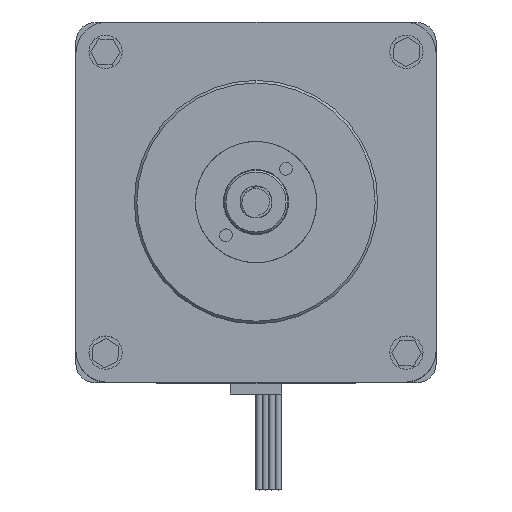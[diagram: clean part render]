
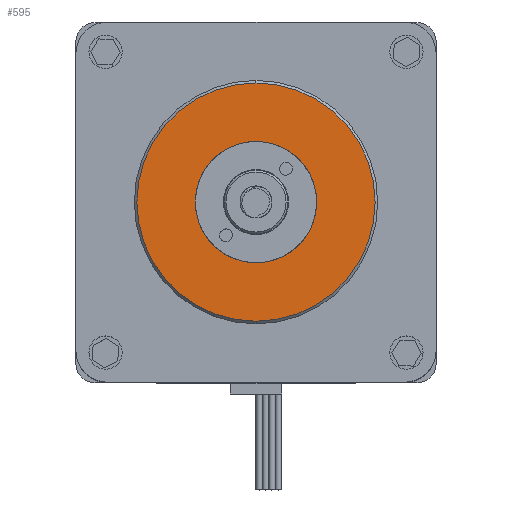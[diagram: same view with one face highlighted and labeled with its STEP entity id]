
A CAD part, top view. The second image highlights one B-rep face of the part: STEP entity #595.
In plain terms, the highlighted planar face has unit normal (0, 0, 1).
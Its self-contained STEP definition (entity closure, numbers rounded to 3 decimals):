
#343 = VERTEX_POINT ( 'NONE', #3232 ) ;
#368 = VERTEX_POINT ( 'NONE', #3313 ) ;
#386 = VERTEX_POINT ( 'NONE', #3337 ) ;
#398 = EDGE_CURVE ( 'NONE', #343, #400, #3435, .T. ) ;
#400 = VERTEX_POINT ( 'NONE', #3432 ) ;
#441 = EDGE_CURVE ( 'NONE', #368, #386, #3440, .T. ) ;
#531 = EDGE_LOOP ( 'NONE', ( #533, #535 ) ) ;
#533 = ORIENTED_EDGE ( 'NONE', *, *, #597, .F. ) ;
#535 = ORIENTED_EDGE ( 'NONE', *, *, #398, .F. ) ;
#595 = ADVANCED_FACE ( 'NONE', ( #3802, #3796 ), #3795, .T. ) ;
#597 = EDGE_CURVE ( 'NONE', #400, #343, #3791, .T. ) ;
#598 = EDGE_CURVE ( 'NONE', #386, #368, #3758, .T. ) ;
#601 = ORIENTED_EDGE ( 'NONE', *, *, #441, .T. ) ;
#606 = EDGE_LOOP ( 'NONE', ( #607, #601 ) ) ;
#607 = ORIENTED_EDGE ( 'NONE', *, *, #598, .T. ) ;
#3232 = CARTESIAN_POINT ( 'NONE',  ( -9.5, 0., 7.5 ) ) ;
#3313 = CARTESIAN_POINT ( 'NONE',  ( 18.65, 0., 7.5 ) ) ;
#3337 = CARTESIAN_POINT ( 'NONE',  ( -18.65, 0., 7.5 ) ) ;
#3423 = DIRECTION ( 'NONE',  ( 1., 0., 0. ) ) ;
#3424 = DIRECTION ( 'NONE',  ( 0., 0., 1. ) ) ;
#3425 = AXIS2_PLACEMENT_3D ( 'NONE', #3431, #3424, #3423 ) ;
#3431 = CARTESIAN_POINT ( 'NONE',  ( 0., 0., 7.5 ) ) ;
#3432 = CARTESIAN_POINT ( 'NONE',  ( 9.5, 0., 7.5 ) ) ;
#3435 = CIRCLE ( 'NONE', #3425, 9.5 ) ;
#3440 = CIRCLE ( 'NONE', #3479, 18.65 ) ;
#3470 = DIRECTION ( 'NONE',  ( 0., 0., 1. ) ) ;
#3479 = AXIS2_PLACEMENT_3D ( 'NONE', #3481, #3470, #3529 ) ;
#3481 = CARTESIAN_POINT ( 'NONE',  ( 0., 0., 7.5 ) ) ;
#3529 = DIRECTION ( 'NONE',  ( 1., 0., 0. ) ) ;
#3735 = CARTESIAN_POINT ( 'NONE',  ( 0., 0., 7.5 ) ) ;
#3737 = AXIS2_PLACEMENT_3D ( 'NONE', #3747, #3787, #3786 ) ;
#3747 = CARTESIAN_POINT ( 'NONE',  ( 0., 0., 7.5 ) ) ;
#3758 = CIRCLE ( 'NONE', #3784, 18.65 ) ;
#3775 = DIRECTION ( 'NONE',  ( 1., 0., 0. ) ) ;
#3776 = DIRECTION ( 'NONE',  ( 0., 0., 1. ) ) ;
#3777 = CARTESIAN_POINT ( 'NONE',  ( 0., 0., 7.5 ) ) ;
#3781 = DIRECTION ( 'NONE',  ( 1., 0., 0. ) ) ;
#3782 = DIRECTION ( 'NONE',  ( 0., 0., 1. ) ) ;
#3783 = AXIS2_PLACEMENT_3D ( 'NONE', #3735, #3782, #3781 ) ;
#3784 = AXIS2_PLACEMENT_3D ( 'NONE', #3777, #3776, #3775 ) ;
#3786 = DIRECTION ( 'NONE',  ( 1., 0., 0. ) ) ;
#3787 = DIRECTION ( 'NONE',  ( 0., 0., 1. ) ) ;
#3791 = CIRCLE ( 'NONE', #3783, 9.5 ) ;
#3795 = PLANE ( 'NONE',  #3737 ) ;
#3796 = FACE_OUTER_BOUND ( 'NONE', #606, .T. ) ;
#3802 = FACE_BOUND ( 'NONE', #531, .T. ) ;
